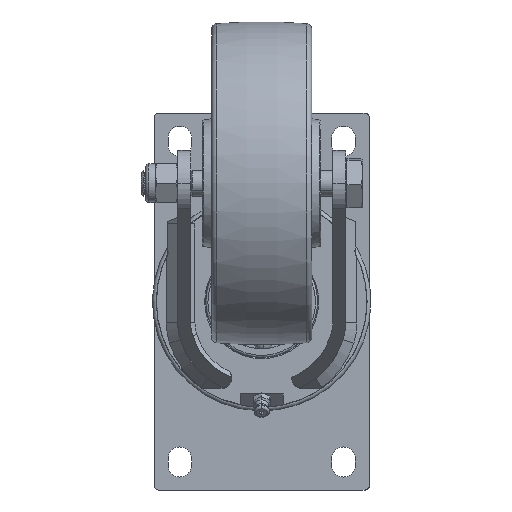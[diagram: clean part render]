
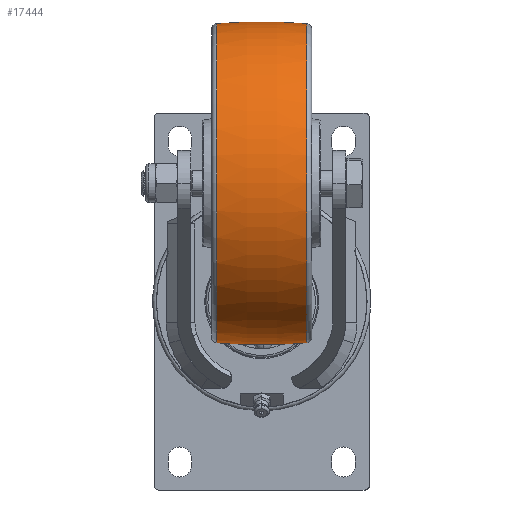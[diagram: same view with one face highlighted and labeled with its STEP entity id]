
A CAD part, front view. The second image highlights one B-rep face of the part: STEP entity #17444.
In plain terms, the highlighted toroidal (fillet/blend) face has major radius 175 mm and minor radius 250 mm.
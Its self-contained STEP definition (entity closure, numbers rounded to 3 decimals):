
#175 = CARTESIAN_POINT ( 'NONE',  ( -20.96, -109.5, 129.12 ) ) ;
#487 = EDGE_LOOP ( 'NONE', ( #29726, #33206, #12122, #25578 ) ) ;
#3686 = DIRECTION ( 'NONE',  ( 0., 0., 1. ) ) ;
#3834 = DIRECTION ( 'NONE',  ( -1., 0., 0. ) ) ;
#5097 = CARTESIAN_POINT ( 'NONE',  ( 20.96, -109.5, 129.12 ) ) ;
#5641 = DIRECTION ( 'NONE',  ( 0., 0., -1. ) ) ;
#5964 = AXIS2_PLACEMENT_3D ( 'NONE', #23291, #3834, #3686 ) ;
#6502 = CARTESIAN_POINT ( 'NONE',  ( 0., -109.5, 230. ) ) ;
#6532 = EDGE_CURVE ( 'NONE', #18034, #9866, #33092, .T. ) ;
#9491 = DIRECTION ( 'NONE',  ( 0., 1., 0. ) ) ;
#9866 = VERTEX_POINT ( 'NONE', #30223 ) ;
#10599 = AXIS2_PLACEMENT_3D ( 'NONE', #6502, #9491, #22302 ) ;
#12091 = VERTEX_POINT ( 'NONE', #17977 ) ;
#12122 = ORIENTED_EDGE ( 'NONE', *, *, #22649, .T. ) ;
#14296 = TOROIDAL_SURFACE ( 'NONE', #26010, -175., 250. ) ;
#15572 = CIRCLE ( 'NONE', #37928, 250. ) ;
#17064 = CIRCLE ( 'NONE', #10599, 250. ) ;
#17444 = ADVANCED_FACE ( 'NONE', ( #37271 ), #14296, .T. ) ;
#17977 = CARTESIAN_POINT ( 'NONE',  ( 20.96, -109.5, -19.12 ) ) ;
#18024 = DIRECTION ( 'NONE',  ( 1., 0., 0. ) ) ;
#18034 = VERTEX_POINT ( 'NONE', #175 ) ;
#22302 = DIRECTION ( 'NONE',  ( 0., 0., 1. ) ) ;
#22360 = EDGE_CURVE ( 'NONE', #12091, #37946, #26801, .T. ) ;
#22649 = EDGE_CURVE ( 'NONE', #37946, #18034, #15572, .T. ) ;
#23291 = CARTESIAN_POINT ( 'NONE',  ( 20.96, -109.5, 55. ) ) ;
#25578 = ORIENTED_EDGE ( 'NONE', *, *, #6532, .T. ) ;
#26010 = AXIS2_PLACEMENT_3D ( 'NONE', #31383, #41161, #34409 ) ;
#26801 = CIRCLE ( 'NONE', #5964, 74.12 ) ;
#29004 = AXIS2_PLACEMENT_3D ( 'NONE', #40000, #18024, #33126 ) ;
#29726 = ORIENTED_EDGE ( 'NONE', *, *, #35315, .F. ) ;
#30223 = CARTESIAN_POINT ( 'NONE',  ( -20.96, -109.5, -19.12 ) ) ;
#31383 = CARTESIAN_POINT ( 'NONE',  ( 0., -109.5, 55. ) ) ;
#31978 = CARTESIAN_POINT ( 'NONE',  ( 0., -109.5, -120. ) ) ;
#33092 = CIRCLE ( 'NONE', #29004, 74.12 ) ;
#33126 = DIRECTION ( 'NONE',  ( 0., 0., -1. ) ) ;
#33206 = ORIENTED_EDGE ( 'NONE', *, *, #22360, .T. ) ;
#34409 = DIRECTION ( 'NONE',  ( 0., 0., 1. ) ) ;
#35315 = EDGE_CURVE ( 'NONE', #12091, #9866, #17064, .T. ) ;
#37271 = FACE_OUTER_BOUND ( 'NONE', #487, .T. ) ;
#37928 = AXIS2_PLACEMENT_3D ( 'NONE', #31978, #42025, #5641 ) ;
#37946 = VERTEX_POINT ( 'NONE', #5097 ) ;
#40000 = CARTESIAN_POINT ( 'NONE',  ( -20.96, -109.5, 55. ) ) ;
#41161 = DIRECTION ( 'NONE',  ( -1., 0., 0. ) ) ;
#42025 = DIRECTION ( 'NONE',  ( 0., -1., 0. ) ) ;
